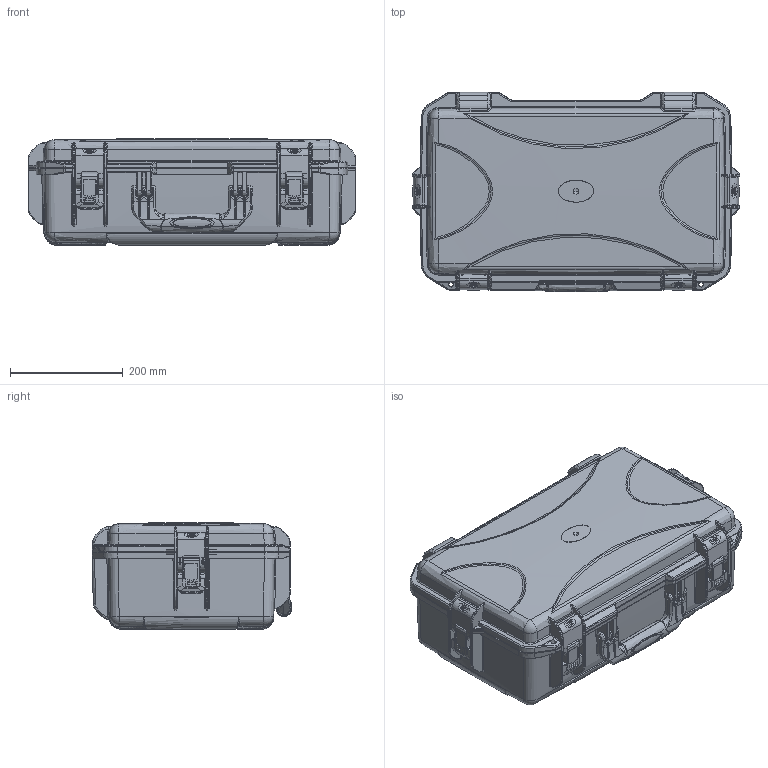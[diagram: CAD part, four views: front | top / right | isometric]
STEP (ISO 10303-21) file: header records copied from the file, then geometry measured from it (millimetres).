
FILE_DESCRIPTION (( 'STEP AP203' ), '1' );
FILE_NAME ('SIN-05834-19BK-6001A.STEP', '2023-06-21T09:37:44', ( '' ), ( '' ), 'SwSTEP 2.0', 'SolidWorks 2022', '' );
FILE_SCHEMA (( 'CONFIG_CONTROL_DESIGN' ));
Length unit declared in the file: millimetre
Products named in the file (13): SIN-05834-19BK-6001A.stp; LASUO4GOU.stp; CP_1LASUO-ZUO_X_1.stp; LASUO4TH.stp; LASUO4KOUXIALA.stp; SIN-05834-19BK-6001A; MANIFOLD_SOLID_BREP_209394.stp; MANIFOLD_SOLID_BREP_108786.stp; LASUO-X_ASM_1_ASM.stp; LASUO4_ASM.stp; CP_1LASUO-GAI_X_1.stp; DASHOUBA-BJ.stp; NONE_NONE_ASM.stp
Assembly tree (15 placements, depth 5):
  SIN-05834-19BK-6001A
    SIN-05834-19BK-6001A.stp
      NONE_NONE_ASM.stp
        MANIFOLD_SOLID_BREP_108786.stp
        MANIFOLD_SOLID_BREP_209394.stp
      LASUO4_ASM.stp  x4
        LASUO-X_ASM_1_ASM.stp
          CP_1LASUO-GAI_X_1.stp
          CP_1LASUO-ZUO_X_1.stp
        LASUO4TH.stp
        LASUO4GOU.stp
        LASUO4KOUXIALA.stp
      DASHOUBA-BJ.stp
Bounding box: 581 x 353.52 x 188.97 mm (x, y, z)
Volume: 975017.5 mm3; surface area: 1604811.3 mm2
Topology: 5 solids, 40 shells, 6468 faces, 16893 edges, 10253 vertices
Faces by surface type: cylinder 2155, bspline 1731, plane 1329, torus 783, cone 264, sphere 206
Entity records: 263563 total; most frequent: CARTESIAN_POINT 193288, ORIENTED_EDGE 18999, EDGE_CURVE 9536, B_SPLINE_CURVE_WITH_KNOTS 8169, DIRECTION 6829, VERTEX_POINT 5906, EDGE_LOOP 3730, FACE_OUTER_BOUND 3664
